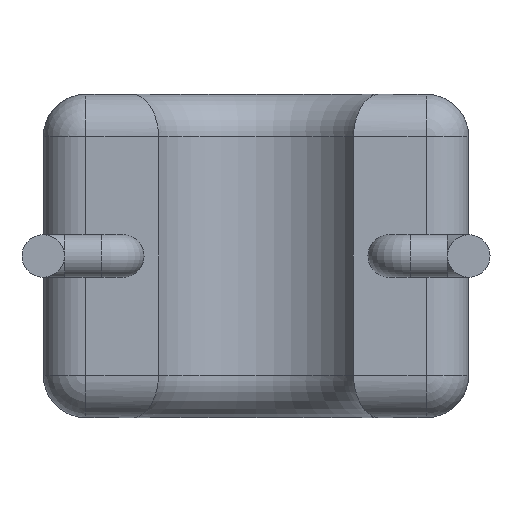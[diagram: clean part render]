
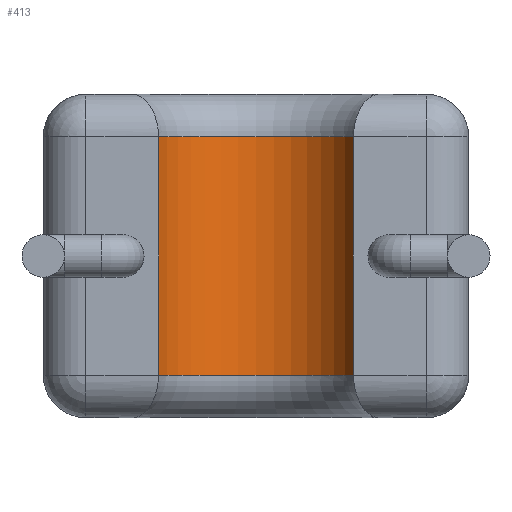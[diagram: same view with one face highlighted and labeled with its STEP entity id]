
A CAD part, front view. The second image highlights one B-rep face of the part: STEP entity #413.
In plain terms, the highlighted cylindrical face has radius 1.25 mm (diameter 2.5 mm), a partial arc.
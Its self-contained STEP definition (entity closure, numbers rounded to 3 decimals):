
#14 = EDGE_CURVE ( 'NONE', #184, #1619, #822, .T. ) ;
#45 = ORIENTED_EDGE ( 'NONE', *, *, #190, .T. ) ;
#99 = ORIENTED_EDGE ( 'NONE', *, *, #14, .F. ) ;
#131 = CIRCLE ( 'NONE', #1500, 1.25 ) ;
#184 = VERTEX_POINT ( 'NONE', #927 ) ;
#190 = EDGE_CURVE ( 'NONE', #1256, #1619, #131, .T. ) ;
#252 = DIRECTION ( 'NONE',  ( 0., 0., 1. ) ) ;
#276 = CARTESIAN_POINT ( 'NONE',  ( 0., -2.75, 3.3 ) ) ;
#319 = CARTESIAN_POINT ( 'NONE',  ( -1.146, -2.25, 0. ) ) ;
#323 = VECTOR ( 'NONE', #856, 1000. ) ;
#379 = CARTESIAN_POINT ( 'NONE',  ( -1.146, -2.25, 3.3 ) ) ;
#413 = ADVANCED_FACE ( 'NONE', ( #1291 ), #636, .F. ) ;
#501 = DIRECTION ( 'NONE',  ( 1., 0., 0. ) ) ;
#635 = EDGE_CURVE ( 'NONE', #184, #1698, #788, .T. ) ;
#636 = CYLINDRICAL_SURFACE ( 'NONE', #932, 1.25 ) ;
#649 = CARTESIAN_POINT ( 'NONE',  ( -1.146, -2.25, 0.5 ) ) ;
#686 = CARTESIAN_POINT ( 'NONE',  ( 1.146, -2.25, 0. ) ) ;
#734 = EDGE_LOOP ( 'NONE', ( #1544, #45, #99, #1346 ) ) ;
#788 = CIRCLE ( 'NONE', #1486, 1.25 ) ;
#822 = LINE ( 'NONE', #686, #1605 ) ;
#856 = DIRECTION ( 'NONE',  ( 0., 0., 1. ) ) ;
#921 = EDGE_CURVE ( 'NONE', #1256, #1698, #1514, .T. ) ;
#927 = CARTESIAN_POINT ( 'NONE',  ( 1.146, -2.25, 3.3 ) ) ;
#932 = AXIS2_PLACEMENT_3D ( 'NONE', #1163, #1694, #501 ) ;
#955 = DIRECTION ( 'NONE',  ( 0., 0., -1. ) ) ;
#1064 = DIRECTION ( 'NONE',  ( -1., 0., 0. ) ) ;
#1163 = CARTESIAN_POINT ( 'NONE',  ( 0., -2.75, 0. ) ) ;
#1256 = VERTEX_POINT ( 'NONE', #649 ) ;
#1291 = FACE_OUTER_BOUND ( 'NONE', #734, .T. ) ;
#1346 = ORIENTED_EDGE ( 'NONE', *, *, #635, .T. ) ;
#1473 = DIRECTION ( 'NONE',  ( 0., 0., -1. ) ) ;
#1486 = AXIS2_PLACEMENT_3D ( 'NONE', #276, #252, #1618 ) ;
#1500 = AXIS2_PLACEMENT_3D ( 'NONE', #1589, #1473, #1064 ) ;
#1514 = LINE ( 'NONE', #319, #323 ) ;
#1532 = CARTESIAN_POINT ( 'NONE',  ( 1.146, -2.25, 0.5 ) ) ;
#1544 = ORIENTED_EDGE ( 'NONE', *, *, #921, .F. ) ;
#1589 = CARTESIAN_POINT ( 'NONE',  ( 0., -2.75, 0.5 ) ) ;
#1605 = VECTOR ( 'NONE', #955, 1000. ) ;
#1618 = DIRECTION ( 'NONE',  ( -1., 0., 0. ) ) ;
#1619 = VERTEX_POINT ( 'NONE', #1532 ) ;
#1694 = DIRECTION ( 'NONE',  ( 0., 0., 1. ) ) ;
#1698 = VERTEX_POINT ( 'NONE', #379 ) ;
